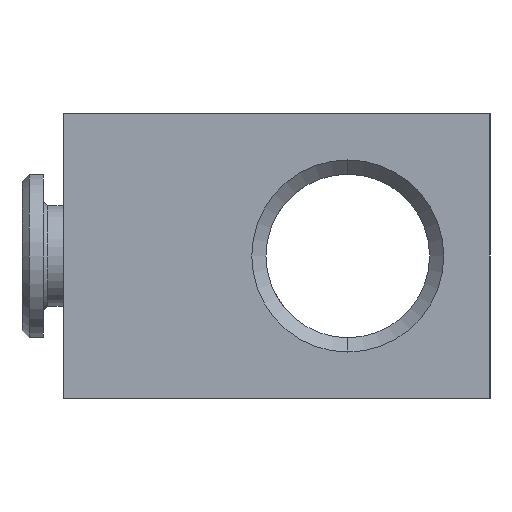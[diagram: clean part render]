
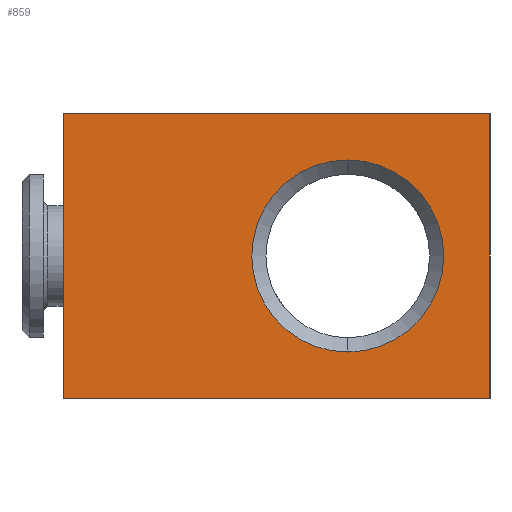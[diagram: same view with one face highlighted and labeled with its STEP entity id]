
A CAD part, left-side view. The second image highlights one B-rep face of the part: STEP entity #859.
In plain terms, the highlighted planar face has unit normal (-1, 0, 0).
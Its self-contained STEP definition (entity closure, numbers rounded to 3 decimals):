
#257 = EDGE_CURVE ( 'NONE', #303, #298, #1607, .T. ) ;
#298 = VERTEX_POINT ( 'NONE', #1774 ) ;
#303 = VERTEX_POINT ( 'NONE', #1734 ) ;
#489 = VERTEX_POINT ( 'NONE', #2172 ) ;
#509 = EDGE_CURVE ( 'NONE', #510, #489, #2095, .T. ) ;
#510 = VERTEX_POINT ( 'NONE', #2091 ) ;
#655 = EDGE_CURVE ( 'NONE', #689, #510, #2339, .T. ) ;
#689 = VERTEX_POINT ( 'NONE', #2413 ) ;
#803 = ORIENTED_EDGE ( 'NONE', *, *, #881, .F. ) ;
#804 = ORIENTED_EDGE ( 'NONE', *, *, #907, .F. ) ;
#836 = EDGE_CURVE ( 'NONE', #298, #303, #2817, .T. ) ;
#841 = EDGE_LOOP ( 'NONE', ( #842, #803, #804, #1016 ) ) ;
#842 = ORIENTED_EDGE ( 'NONE', *, *, #655, .F. ) ;
#859 = ADVANCED_FACE ( 'NONE', ( #2739, #2738 ), #2737, .F. ) ;
#863 = ORIENTED_EDGE ( 'NONE', *, *, #257, .F. ) ;
#881 = EDGE_CURVE ( 'NONE', #969, #689, #2678, .T. ) ;
#907 = EDGE_CURVE ( 'NONE', #489, #969, #2673, .T. ) ;
#935 = EDGE_LOOP ( 'NONE', ( #967, #863 ) ) ;
#967 = ORIENTED_EDGE ( 'NONE', *, *, #836, .F. ) ;
#969 = VERTEX_POINT ( 'NONE', #2855 ) ;
#1016 = ORIENTED_EDGE ( 'NONE', *, *, #509, .F. ) ;
#1604 = DIRECTION ( 'NONE',  ( -1., 0., 0. ) ) ;
#1605 = CARTESIAN_POINT ( 'NONE',  ( -41.5, -5., 0. ) ) ;
#1606 = AXIS2_PLACEMENT_3D ( 'NONE', #1605, #1604, #1642 ) ;
#1607 = CIRCLE ( 'NONE', #1606, 6.75 ) ;
#1642 = DIRECTION ( 'NONE',  ( 0., 0., 1. ) ) ;
#1734 = CARTESIAN_POINT ( 'NONE',  ( -41.5, -5., -6.75 ) ) ;
#1774 = CARTESIAN_POINT ( 'NONE',  ( -41.5, -5., 6.75 ) ) ;
#2091 = CARTESIAN_POINT ( 'NONE',  ( -41.5, 15., -10. ) ) ;
#2092 = DIRECTION ( 'NONE',  ( 0., 0., 1. ) ) ;
#2093 = VECTOR ( 'NONE', #2092, 1000. ) ;
#2094 = CARTESIAN_POINT ( 'NONE',  ( -41.5, 15., 10. ) ) ;
#2095 = LINE ( 'NONE', #2094, #2093 ) ;
#2172 = CARTESIAN_POINT ( 'NONE',  ( -41.5, 15., 10. ) ) ;
#2336 = DIRECTION ( 'NONE',  ( 0., 1., 0. ) ) ;
#2337 = VECTOR ( 'NONE', #2336, 1000. ) ;
#2338 = CARTESIAN_POINT ( 'NONE',  ( -41.5, 15., -10. ) ) ;
#2339 = LINE ( 'NONE', #2338, #2337 ) ;
#2413 = CARTESIAN_POINT ( 'NONE',  ( -41.5, -15., -10. ) ) ;
#2626 = DIRECTION ( 'NONE',  ( 0., 0., 1. ) ) ;
#2668 = DIRECTION ( 'NONE',  ( 0., -1., 0. ) ) ;
#2669 = VECTOR ( 'NONE', #2668, 1000. ) ;
#2670 = CARTESIAN_POINT ( 'NONE',  ( -41.5, 15., 10. ) ) ;
#2673 = LINE ( 'NONE', #2670, #2669 ) ;
#2675 = DIRECTION ( 'NONE',  ( 0., 0., -1. ) ) ;
#2676 = VECTOR ( 'NONE', #2675, 1000. ) ;
#2677 = CARTESIAN_POINT ( 'NONE',  ( -41.5, -15., 10. ) ) ;
#2678 = LINE ( 'NONE', #2677, #2676 ) ;
#2732 = DIRECTION ( 'NONE',  ( 0., 0., -1. ) ) ;
#2733 = DIRECTION ( 'NONE',  ( 1., 0., 0. ) ) ;
#2735 = CARTESIAN_POINT ( 'NONE',  ( -41.5, -15., -10. ) ) ;
#2736 = AXIS2_PLACEMENT_3D ( 'NONE', #2735, #2733, #2732 ) ;
#2737 = PLANE ( 'NONE',  #2736 ) ;
#2738 = FACE_OUTER_BOUND ( 'NONE', #841, .T. ) ;
#2739 = FACE_BOUND ( 'NONE', #935, .T. ) ;
#2814 = DIRECTION ( 'NONE',  ( -1., 0., 0. ) ) ;
#2815 = CARTESIAN_POINT ( 'NONE',  ( -41.5, -5., 0. ) ) ;
#2816 = AXIS2_PLACEMENT_3D ( 'NONE', #2815, #2814, #2626 ) ;
#2817 = CIRCLE ( 'NONE', #2816, 6.75 ) ;
#2855 = CARTESIAN_POINT ( 'NONE',  ( -41.5, -15., 10. ) ) ;
